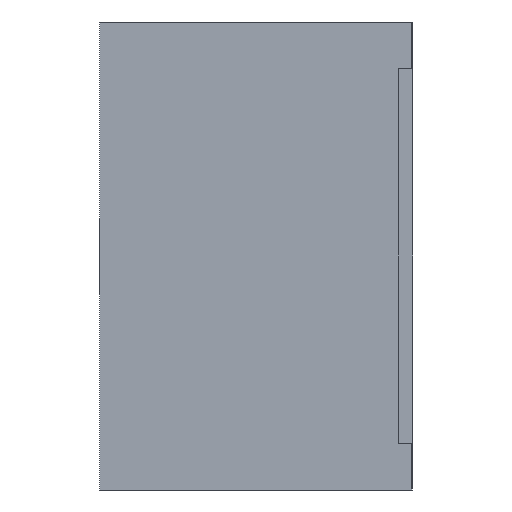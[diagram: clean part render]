
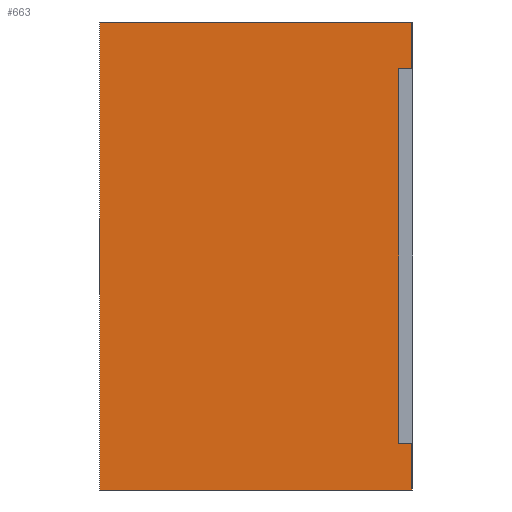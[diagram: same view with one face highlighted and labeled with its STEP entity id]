
A CAD part, left-side view. The second image highlights one B-rep face of the part: STEP entity #663.
In plain terms, the highlighted planar face has unit normal (-1, 0, 0).
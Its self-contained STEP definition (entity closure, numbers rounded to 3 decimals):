
#110 = VERTEX_POINT ( 'NONE', #2463 ) ;
#167 = FACE_OUTER_BOUND ( 'NONE', #2636, .T. ) ;
#190 = DIRECTION ( 'NONE',  ( 1., 0., 0. ) ) ;
#206 = DIRECTION ( 'NONE',  ( 0., -1., 0. ) ) ;
#385 = LINE ( 'NONE', #2341, #1988 ) ;
#405 = VECTOR ( 'NONE', #1908, 1000. ) ;
#420 = CARTESIAN_POINT ( 'NONE',  ( 0., 0., -3. ) ) ;
#435 = DIRECTION ( 'NONE',  ( 0., 1., 0. ) ) ;
#530 = ORIENTED_EDGE ( 'NONE', *, *, #1323, .F. ) ;
#550 = EDGE_CURVE ( 'NONE', #845, #1232, #1570, .T. ) ;
#572 = LINE ( 'NONE', #1027, #2076 ) ;
#592 = PLANE ( 'NONE',  #1564 ) ;
#603 = DIRECTION ( 'NONE',  ( 0., 0., -1. ) ) ;
#663 = ADVANCED_FACE ( 'NONE', ( #167 ), #592, .F. ) ;
#827 = LINE ( 'NONE', #1151, #1788 ) ;
#845 = VERTEX_POINT ( 'NONE', #2488 ) ;
#879 = CARTESIAN_POINT ( 'NONE',  ( 0., 2., 0. ) ) ;
#886 = ORIENTED_EDGE ( 'NONE', *, *, #2280, .T. ) ;
#892 = VECTOR ( 'NONE', #2549, 1000. ) ;
#893 = EDGE_CURVE ( 'NONE', #1968, #2514, #385, .T. ) ;
#897 = VECTOR ( 'NONE', #1030, 1000. ) ;
#911 = ORIENTED_EDGE ( 'NONE', *, *, #1347, .T. ) ;
#966 = DIRECTION ( 'NONE',  ( 0., 0., 1. ) ) ;
#981 = ORIENTED_EDGE ( 'NONE', *, *, #2416, .F. ) ;
#1027 = CARTESIAN_POINT ( 'NONE',  ( 0., -0.005, -2.7 ) ) ;
#1030 = DIRECTION ( 'NONE',  ( 0., -1., 0. ) ) ;
#1143 = LINE ( 'NONE', #1678, #897 ) ;
#1151 = CARTESIAN_POINT ( 'NONE',  ( 0., 0.084, -0.3 ) ) ;
#1168 = CARTESIAN_POINT ( 'NONE',  ( 0., 2., 0. ) ) ;
#1200 = ORIENTED_EDGE ( 'NONE', *, *, #893, .T. ) ;
#1201 = ORIENTED_EDGE ( 'NONE', *, *, #550, .F. ) ;
#1232 = VERTEX_POINT ( 'NONE', #2646 ) ;
#1287 = VECTOR ( 'NONE', #435, 1000. ) ;
#1323 = EDGE_CURVE ( 'NONE', #1968, #2203, #2373, .T. ) ;
#1347 = EDGE_CURVE ( 'NONE', #845, #1740, #1143, .T. ) ;
#1411 = CARTESIAN_POINT ( 'NONE',  ( 0., 2., 0. ) ) ;
#1463 = ORIENTED_EDGE ( 'NONE', *, *, #1776, .F. ) ;
#1564 = AXIS2_PLACEMENT_3D ( 'NONE', #1411, #190, #603 ) ;
#1570 = LINE ( 'NONE', #1168, #2407 ) ;
#1678 = CARTESIAN_POINT ( 'NONE',  ( 0., 2., -3. ) ) ;
#1740 = VERTEX_POINT ( 'NONE', #420 ) ;
#1776 = EDGE_CURVE ( 'NONE', #2260, #110, #572, .T. ) ;
#1786 = LINE ( 'NONE', #2367, #892 ) ;
#1788 = VECTOR ( 'NONE', #1981, 1000. ) ;
#1908 = DIRECTION ( 'NONE',  ( 0., -1., 0. ) ) ;
#1959 = CARTESIAN_POINT ( 'NONE',  ( 0., 0., 0. ) ) ;
#1968 = VERTEX_POINT ( 'NONE', #2362 ) ;
#1981 = DIRECTION ( 'NONE',  ( 0., 0., -1. ) ) ;
#1988 = VECTOR ( 'NONE', #2137, 1000. ) ;
#2000 = EDGE_CURVE ( 'NONE', #2203, #2260, #827, .T. ) ;
#2007 = LINE ( 'NONE', #879, #405 ) ;
#2076 = VECTOR ( 'NONE', #206, 1000. ) ;
#2137 = DIRECTION ( 'NONE',  ( 0., 0., 1. ) ) ;
#2203 = VERTEX_POINT ( 'NONE', #2275 ) ;
#2260 = VERTEX_POINT ( 'NONE', #2268 ) ;
#2268 = CARTESIAN_POINT ( 'NONE',  ( 0., 0.084, -2.7 ) ) ;
#2271 = CARTESIAN_POINT ( 'NONE',  ( 0., -0.005, -0.3 ) ) ;
#2275 = CARTESIAN_POINT ( 'NONE',  ( 0., 0.084, -0.3 ) ) ;
#2280 = EDGE_CURVE ( 'NONE', #1740, #110, #1786, .T. ) ;
#2341 = CARTESIAN_POINT ( 'NONE',  ( 0., 0., 0. ) ) ;
#2362 = CARTESIAN_POINT ( 'NONE',  ( 0., 0., -0.3 ) ) ;
#2367 = CARTESIAN_POINT ( 'NONE',  ( 0., 0., 0. ) ) ;
#2373 = LINE ( 'NONE', #2271, #1287 ) ;
#2407 = VECTOR ( 'NONE', #966, 1000. ) ;
#2415 = ORIENTED_EDGE ( 'NONE', *, *, #2000, .F. ) ;
#2416 = EDGE_CURVE ( 'NONE', #1232, #2514, #2007, .T. ) ;
#2463 = CARTESIAN_POINT ( 'NONE',  ( 0., 0., -2.7 ) ) ;
#2488 = CARTESIAN_POINT ( 'NONE',  ( 0., 2., -3. ) ) ;
#2514 = VERTEX_POINT ( 'NONE', #1959 ) ;
#2549 = DIRECTION ( 'NONE',  ( 0., 0., 1. ) ) ;
#2636 = EDGE_LOOP ( 'NONE', ( #1463, #2415, #530, #1200, #981, #1201, #911, #886 ) ) ;
#2646 = CARTESIAN_POINT ( 'NONE',  ( 0., 2., 0. ) ) ;
